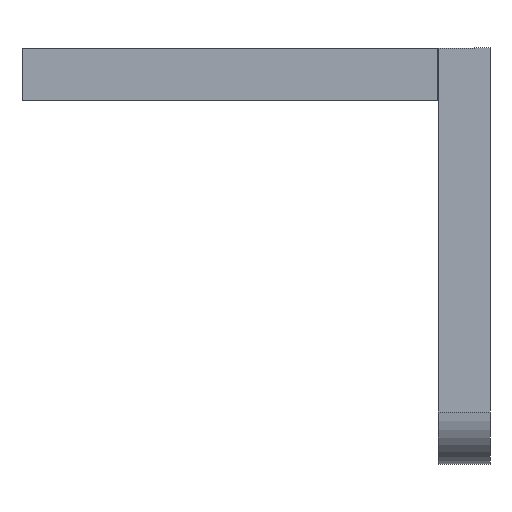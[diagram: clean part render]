
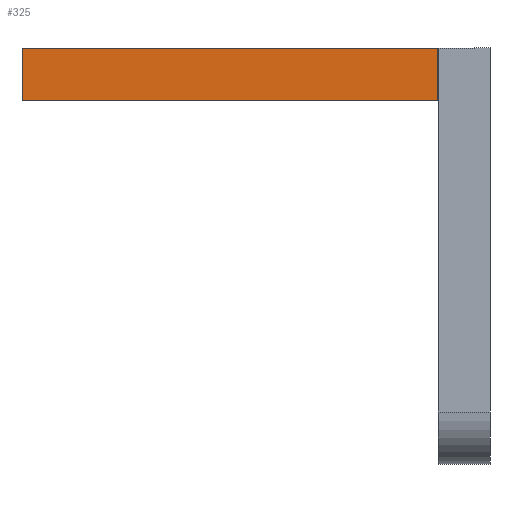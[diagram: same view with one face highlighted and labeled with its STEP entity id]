
A CAD part, left-side view. The second image highlights one B-rep face of the part: STEP entity #325.
In plain terms, the highlighted planar face has unit normal (-1, 0, 0).
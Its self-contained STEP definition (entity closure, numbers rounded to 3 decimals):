
#325=ADVANCED_FACE('',(#390),#344,.F.);
#344=PLANE('',#1317);
#390=FACE_OUTER_BOUND('',#482,.T.);
#482=EDGE_LOOP('',(#753,#754,#755,#756));
#753=ORIENTED_EDGE('',*,*,#1028,.T.);
#754=ORIENTED_EDGE('',*,*,#913,.F.);
#755=ORIENTED_EDGE('',*,*,#1021,.F.);
#756=ORIENTED_EDGE('',*,*,#922,.T.);
#809=VERTEX_POINT('',#1692);
#810=VERTEX_POINT('',#1694);
#816=VERTEX_POINT('',#1708);
#818=VERTEX_POINT('',#1712);
#913=EDGE_CURVE('',#809,#810,#1065,.T.);
#922=EDGE_CURVE('',#816,#818,#1074,.T.);
#1021=EDGE_CURVE('',#816,#809,#1115,.T.);
#1028=EDGE_CURVE('',#818,#810,#1118,.T.);
#1065=LINE('',#1693,#1131);
#1074=LINE('',#1713,#1140);
#1115=LINE('',#1909,#1181);
#1118=LINE('',#1921,#1184);
#1131=VECTOR('',#1341,1.);
#1140=VECTOR('',#1354,1.);
#1181=VECTOR('',#1549,1.);
#1184=VECTOR('',#1562,1.);
#1317=AXIS2_PLACEMENT_3D('',#1959,#1637,#1638);
#1341=DIRECTION('',(0.,0.,-1.));
#1354=DIRECTION('',(0.,0.,-1.));
#1549=DIRECTION('',(0.,-1.,0.));
#1562=DIRECTION('',(0.,-1.,0.));
#1637=DIRECTION('',(1.,0.,0.));
#1638=DIRECTION('',(0.,0.,-1.));
#1692=CARTESIAN_POINT('',(-165.,-20.,5.));
#1693=CARTESIAN_POINT('',(-165.,-20.,5.));
#1694=CARTESIAN_POINT('',(-165.,-20.,0.));
#1708=CARTESIAN_POINT('',(-165.,20.,5.));
#1712=CARTESIAN_POINT('',(-165.,20.,0.));
#1713=CARTESIAN_POINT('',(-165.,20.,5.));
#1909=CARTESIAN_POINT('',(-165.,20.,5.));
#1921=CARTESIAN_POINT('',(-165.,20.,0.));
#1959=CARTESIAN_POINT('',(-165.,20.,5.));
